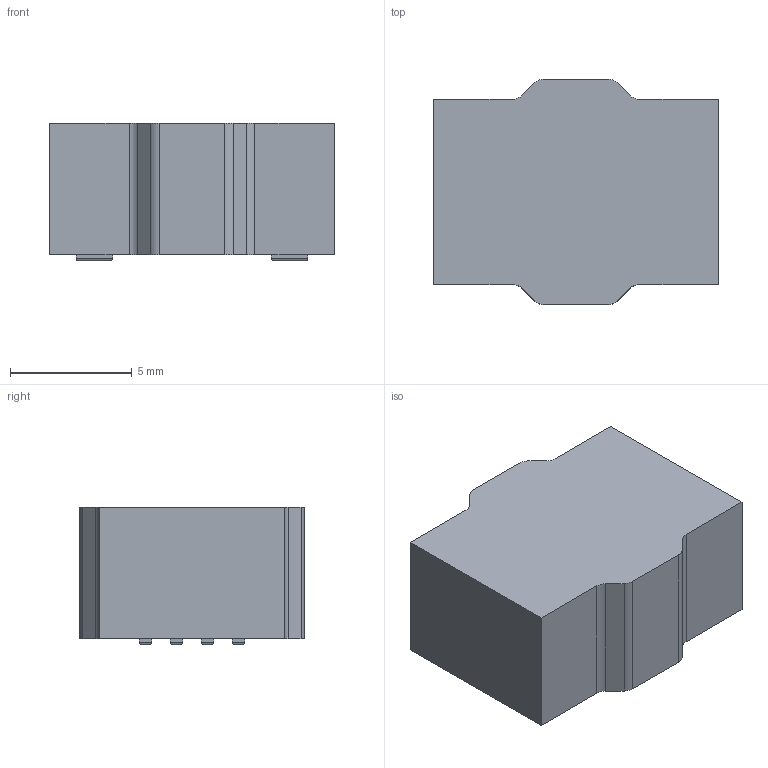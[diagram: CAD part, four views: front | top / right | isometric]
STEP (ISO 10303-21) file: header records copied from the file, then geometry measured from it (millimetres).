
FILE_DESCRIPTION(/* description */ ('STEP AP242','CAx-IF Rec.Pracs.---Representation and Presentation of Product Manufacturing Information (PMI)---4.0---2014-10-13','CAx-IF Rec.Pracs.---3D Tessellated Geometry---0.4---2014-09-14','2;1'),/* implementation_level */ '2;1');
FILE_NAME(/* name */ '65814692690cfc00054a8f8c',/* time_stamp */ '2023-12-19T07:30:26Z',/* author */ (''),/* organization */ (''),/* preprocessor_version */ 'ST-DEVELOPER v19.4',/* originating_system */ ' ',/* authorisation */ ' ');
FILE_SCHEMA (('AP242_MANAGED_MODEL_BASED_3D_ENGINEERING_MIM_LF { 1 0 10303 442 1 1 4 }'));
Length unit declared in the file: metre
Products named in the file (1): LOTES ACA-SPI-004-K01 Outline
Bounding box: 11.66 x 9.23 x 5.65 mm (x, y, z)
Volume: 514.4 mm3; surface area: 410.8 mm2
Topology: 1 solids, 1 shells, 94 faces, 220 edges, 136 vertices
Faces by surface type: plane 54, cylinder 40
Entity records: 2813 total; most frequent: DIRECTION 458, CARTESIAN_POINT 451, ORIENTED_EDGE 440, EDGE_CURVE 220, LINE 172, VECTOR 172, AXIS2_PLACEMENT_3D 143, VERTEX_POINT 136
